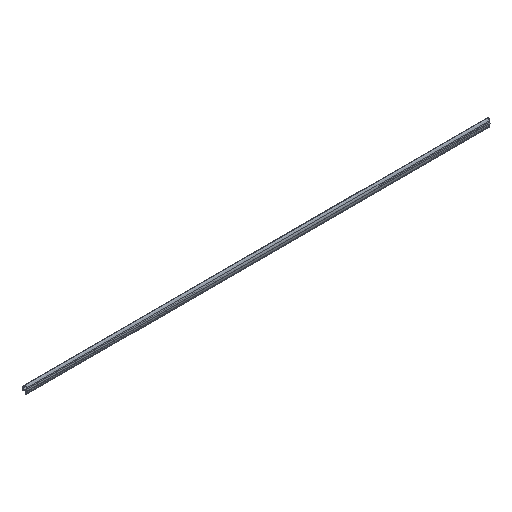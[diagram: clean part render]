
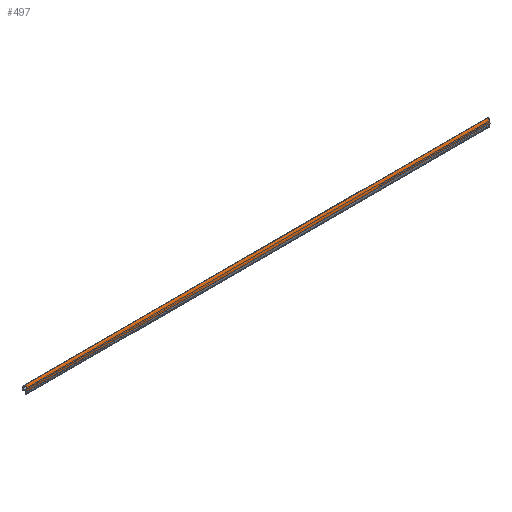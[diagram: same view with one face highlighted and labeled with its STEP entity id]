
A CAD part, isometric view. The second image highlights one B-rep face of the part: STEP entity #497.
In plain terms, the highlighted cylindrical face has radius 42.3 mm (diameter 84.6 mm), a partial arc.
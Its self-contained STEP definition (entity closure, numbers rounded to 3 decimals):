
#2 = CARTESIAN_POINT ( 'NONE',  ( -1250., 42.3, 2.342 ) ) ;
#12 = EDGE_LOOP ( 'NONE', ( #459, #1161, #214, #662 ) ) ;
#19 = CARTESIAN_POINT ( 'NONE',  ( -1250., 0., 2.342 ) ) ;
#103 = VERTEX_POINT ( 'NONE', #624 ) ;
#214 = ORIENTED_EDGE ( 'NONE', *, *, #731, .F. ) ;
#261 = DIRECTION ( 'NONE',  ( -1., 0., 0. ) ) ;
#284 = AXIS2_PLACEMENT_3D ( 'NONE', #575, #446, #315 ) ;
#301 = EDGE_CURVE ( 'NONE', #853, #401, #513, .T. ) ;
#305 = CARTESIAN_POINT ( 'NONE',  ( 1250., 42.3, 2.342 ) ) ;
#315 = DIRECTION ( 'NONE',  ( 0., 0., -1. ) ) ;
#376 = AXIS2_PLACEMENT_3D ( 'NONE', #2, #1091, #966 ) ;
#386 = VECTOR ( 'NONE', #648, 1000. ) ;
#392 = CARTESIAN_POINT ( 'NONE',  ( 1250., 0., 2.342 ) ) ;
#396 = EDGE_CURVE ( 'NONE', #1123, #103, #890, .T. ) ;
#401 = VERTEX_POINT ( 'NONE', #19 ) ;
#446 = DIRECTION ( 'NONE',  ( 1., 0., 0. ) ) ;
#459 = ORIENTED_EDGE ( 'NONE', *, *, #666, .T. ) ;
#497 = ADVANCED_FACE ( 'NONE', ( #1188 ), #971, .T. ) ;
#513 = LINE ( 'NONE', #392, #682 ) ;
#575 = CARTESIAN_POINT ( 'NONE',  ( 1250., 42.3, 2.342 ) ) ;
#624 = CARTESIAN_POINT ( 'NONE',  ( -1250., 8.052, 27.17 ) ) ;
#648 = DIRECTION ( 'NONE',  ( -1., 0., 0. ) ) ;
#662 = ORIENTED_EDGE ( 'NONE', *, *, #396, .T. ) ;
#666 = EDGE_CURVE ( 'NONE', #103, #401, #1090, .T. ) ;
#682 = VECTOR ( 'NONE', #261, 1000. ) ;
#731 = EDGE_CURVE ( 'NONE', #1123, #853, #817, .T. ) ;
#775 = CARTESIAN_POINT ( 'NONE',  ( 1250., 8.052, 27.17 ) ) ;
#817 = CIRCLE ( 'NONE', #284, 42.3 ) ;
#839 = CARTESIAN_POINT ( 'NONE',  ( 1250., 8.052, 27.17 ) ) ;
#853 = VERTEX_POINT ( 'NONE', #889 ) ;
#889 = CARTESIAN_POINT ( 'NONE',  ( 1250., 0., 2.342 ) ) ;
#890 = LINE ( 'NONE', #775, #386 ) ;
#896 = DIRECTION ( 'NONE',  ( 0., 0., 1. ) ) ;
#966 = DIRECTION ( 'NONE',  ( 0., 0., -1. ) ) ;
#971 = CYLINDRICAL_SURFACE ( 'NONE', #1159, 42.3 ) ;
#1020 = DIRECTION ( 'NONE',  ( -1., 0., 0. ) ) ;
#1090 = CIRCLE ( 'NONE', #376, 42.3 ) ;
#1091 = DIRECTION ( 'NONE',  ( 1., 0., 0. ) ) ;
#1123 = VERTEX_POINT ( 'NONE', #839 ) ;
#1159 = AXIS2_PLACEMENT_3D ( 'NONE', #305, #1020, #896 ) ;
#1161 = ORIENTED_EDGE ( 'NONE', *, *, #301, .F. ) ;
#1188 = FACE_OUTER_BOUND ( 'NONE', #12, .T. ) ;
